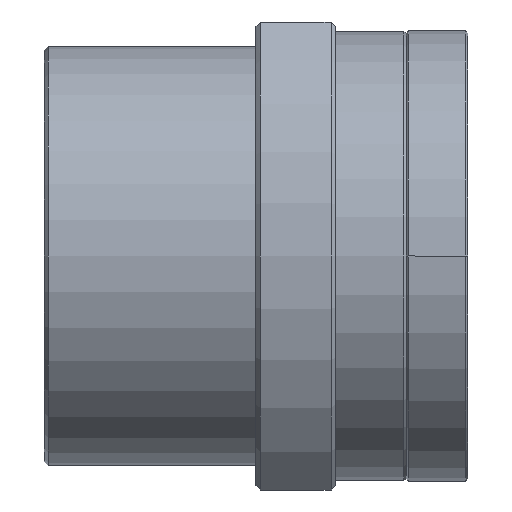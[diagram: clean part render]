
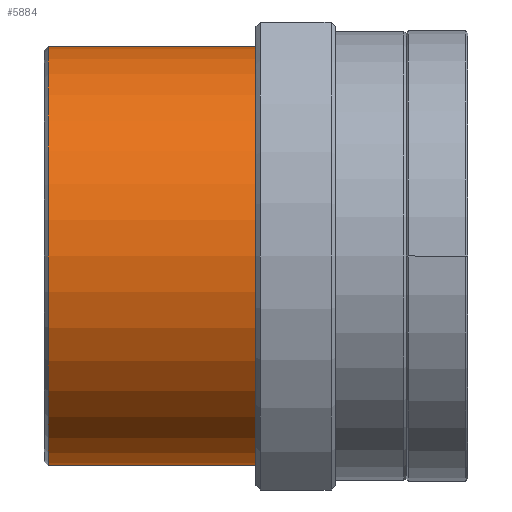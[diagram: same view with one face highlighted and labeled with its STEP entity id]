
A CAD part, front view. The second image highlights one B-rep face of the part: STEP entity #5884.
In plain terms, the highlighted cylindrical face has radius 47.5 mm (diameter 95 mm), a partial arc.
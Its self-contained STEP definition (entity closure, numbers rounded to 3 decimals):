
#470 = FACE_OUTER_BOUND ( 'NONE', #8384, .T. ) ;
#609 = CARTESIAN_POINT ( 'NONE',  ( -34., 0., 47.5 ) ) ;
#1083 = ORIENTED_EDGE ( 'NONE', *, *, #2226, .T. ) ;
#1148 = LINE ( 'NONE', #5592, #8242 ) ;
#1685 = EDGE_CURVE ( 'NONE', #2107, #6124, #8102, .T. ) ;
#1741 = ORIENTED_EDGE ( 'NONE', *, *, #1685, .F. ) ;
#1843 = CARTESIAN_POINT ( 'NONE',  ( -81., 0., -47.5 ) ) ;
#2107 = VERTEX_POINT ( 'NONE', #2695 ) ;
#2226 = EDGE_CURVE ( 'NONE', #8349, #6124, #3611, .T. ) ;
#2244 = VECTOR ( 'NONE', #5969, 1000. ) ;
#2424 = CARTESIAN_POINT ( 'NONE',  ( -34., 0., 0. ) ) ;
#2695 = CARTESIAN_POINT ( 'NONE',  ( -34., 0., -47.5 ) ) ;
#2722 = VERTEX_POINT ( 'NONE', #609 ) ;
#2953 = AXIS2_PLACEMENT_3D ( 'NONE', #2424, #7220, #3134 ) ;
#3134 = DIRECTION ( 'NONE',  ( 0., 0., 1. ) ) ;
#3562 = EDGE_CURVE ( 'NONE', #2722, #8349, #1148, .T. ) ;
#3611 = CIRCLE ( 'NONE', #4467, 47.5 ) ;
#3897 = DIRECTION ( 'NONE',  ( -1., 0., 0. ) ) ;
#4015 = CARTESIAN_POINT ( 'NONE',  ( -91.071, 0., 0. ) ) ;
#4269 = DIRECTION ( 'NONE',  ( 0., 0., 1. ) ) ;
#4467 = AXIS2_PLACEMENT_3D ( 'NONE', #5819, #5444, #5418 ) ;
#4798 = AXIS2_PLACEMENT_3D ( 'NONE', #4015, #3897, #4269 ) ;
#4830 = DIRECTION ( 'NONE',  ( -1., 0., 0. ) ) ;
#5418 = DIRECTION ( 'NONE',  ( 0., 0., -1. ) ) ;
#5444 = DIRECTION ( 'NONE',  ( 1., 0., 0. ) ) ;
#5562 = CYLINDRICAL_SURFACE ( 'NONE', #4798, 47.5 ) ;
#5569 = CARTESIAN_POINT ( 'NONE',  ( -91.071, 0., -47.5 ) ) ;
#5592 = CARTESIAN_POINT ( 'NONE',  ( -91.071, 0., 47.5 ) ) ;
#5819 = CARTESIAN_POINT ( 'NONE',  ( -81., 0., 0. ) ) ;
#5884 = ADVANCED_FACE ( 'NONE', ( #470 ), #5562, .T. ) ;
#5969 = DIRECTION ( 'NONE',  ( -1., 0., 0. ) ) ;
#6124 = VERTEX_POINT ( 'NONE', #1843 ) ;
#6291 = ORIENTED_EDGE ( 'NONE', *, *, #7236, .T. ) ;
#6797 = CIRCLE ( 'NONE', #2953, 47.5 ) ;
#7220 = DIRECTION ( 'NONE',  ( -1., 0., 0. ) ) ;
#7236 = EDGE_CURVE ( 'NONE', #2107, #2722, #6797, .T. ) ;
#7321 = ORIENTED_EDGE ( 'NONE', *, *, #3562, .T. ) ;
#7826 = CARTESIAN_POINT ( 'NONE',  ( -81., 0., 47.5 ) ) ;
#8102 = LINE ( 'NONE', #5569, #2244 ) ;
#8242 = VECTOR ( 'NONE', #4830, 1000. ) ;
#8349 = VERTEX_POINT ( 'NONE', #7826 ) ;
#8384 = EDGE_LOOP ( 'NONE', ( #1741, #6291, #7321, #1083 ) ) ;
